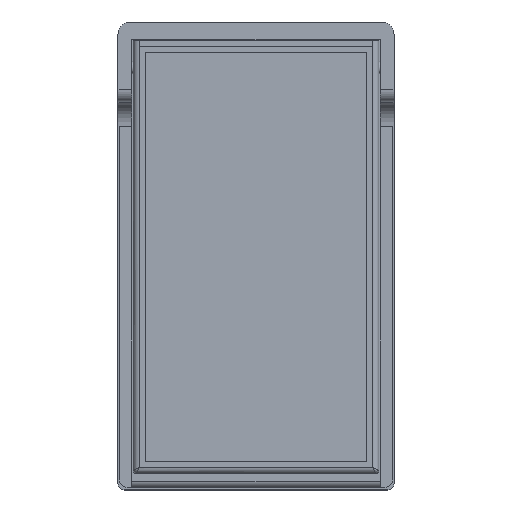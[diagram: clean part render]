
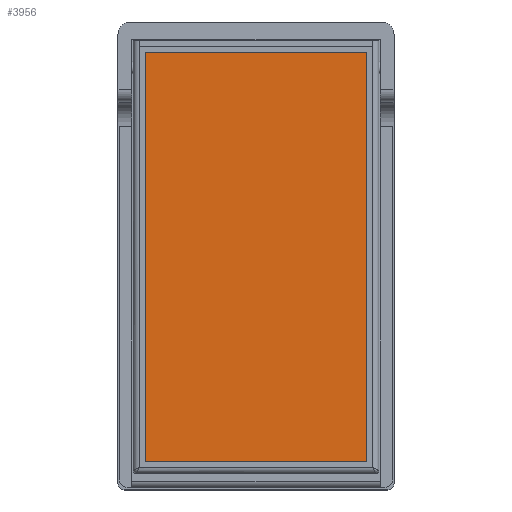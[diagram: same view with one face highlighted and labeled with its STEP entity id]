
A CAD part, top view. The second image highlights one B-rep face of the part: STEP entity #3956.
In plain terms, the highlighted planar face has unit normal (0, 0, 1).
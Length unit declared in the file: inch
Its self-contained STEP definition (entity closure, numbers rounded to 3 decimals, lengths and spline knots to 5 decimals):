
#62 = EDGE_LOOP ( 'NONE', ( #897, #803, #1084, #3524 ) ) ;
#74 = VECTOR ( 'NONE', #4253, 39.37008 ) ;
#396 = VERTEX_POINT ( 'NONE', #1711 ) ;
#530 = VERTEX_POINT ( 'NONE', #2993 ) ;
#545 = EDGE_CURVE ( 'NONE', #1445, #2505, #652, .T. ) ;
#652 = LINE ( 'NONE', #2974, #1431 ) ;
#780 = CARTESIAN_POINT ( 'NONE',  ( 1.135, -2.02, 0.739 ) ) ;
#803 = ORIENTED_EDGE ( 'NONE', *, *, #1900, .T. ) ;
#897 = ORIENTED_EDGE ( 'NONE', *, *, #545, .T. ) ;
#935 = CARTESIAN_POINT ( 'NONE',  ( -1.135, 2.175, 0.739 ) ) ;
#943 = CARTESIAN_POINT ( 'NONE',  ( 1.135, 2.175, 0.739 ) ) ;
#944 = DIRECTION ( 'NONE',  ( -1., 0., 0. ) ) ;
#1063 = CARTESIAN_POINT ( 'NONE',  ( -1.135, -2.02, 0.739 ) ) ;
#1084 = ORIENTED_EDGE ( 'NONE', *, *, #4815, .T. ) ;
#1396 = CARTESIAN_POINT ( 'NONE',  ( 1.259, 2.299, 0.739 ) ) ;
#1427 = LINE ( 'NONE', #1063, #74 ) ;
#1431 = VECTOR ( 'NONE', #944, 39.37008 ) ;
#1445 = VERTEX_POINT ( 'NONE', #943 ) ;
#1711 = CARTESIAN_POINT ( 'NONE',  ( 1.135, -2.02, 0.739 ) ) ;
#1900 = EDGE_CURVE ( 'NONE', #2505, #530, #3076, .T. ) ;
#2505 = VERTEX_POINT ( 'NONE', #2589 ) ;
#2570 = LINE ( 'NONE', #780, #4852 ) ;
#2589 = CARTESIAN_POINT ( 'NONE',  ( -1.135, 2.175, 0.739 ) ) ;
#2676 = EDGE_CURVE ( 'NONE', #396, #1445, #2570, .T. ) ;
#2974 = CARTESIAN_POINT ( 'NONE',  ( -1.135, 2.175, 0.739 ) ) ;
#2986 = DIRECTION ( 'NONE',  ( 0., 0., -1. ) ) ;
#2993 = CARTESIAN_POINT ( 'NONE',  ( -1.135, -2.02, 0.739 ) ) ;
#3023 = PLANE ( 'NONE',  #4284 ) ;
#3076 = LINE ( 'NONE', #935, #4670 ) ;
#3240 = DIRECTION ( 'NONE',  ( 0., 1., 0. ) ) ;
#3524 = ORIENTED_EDGE ( 'NONE', *, *, #2676, .T. ) ;
#3826 = FACE_OUTER_BOUND ( 'NONE', #62, .T. ) ;
#3956 = ADVANCED_FACE ( 'NONE', ( #3826 ), #3023, .F. ) ;
#4253 = DIRECTION ( 'NONE',  ( 1., 0., 0. ) ) ;
#4284 = AXIS2_PLACEMENT_3D ( 'NONE', #1396, #2986, #4587 ) ;
#4587 = DIRECTION ( 'NONE',  ( 0., 1., 0. ) ) ;
#4603 = DIRECTION ( 'NONE',  ( 0., -1., 0. ) ) ;
#4670 = VECTOR ( 'NONE', #4603, 39.37008 ) ;
#4815 = EDGE_CURVE ( 'NONE', #530, #396, #1427, .T. ) ;
#4852 = VECTOR ( 'NONE', #3240, 39.37008 ) ;
